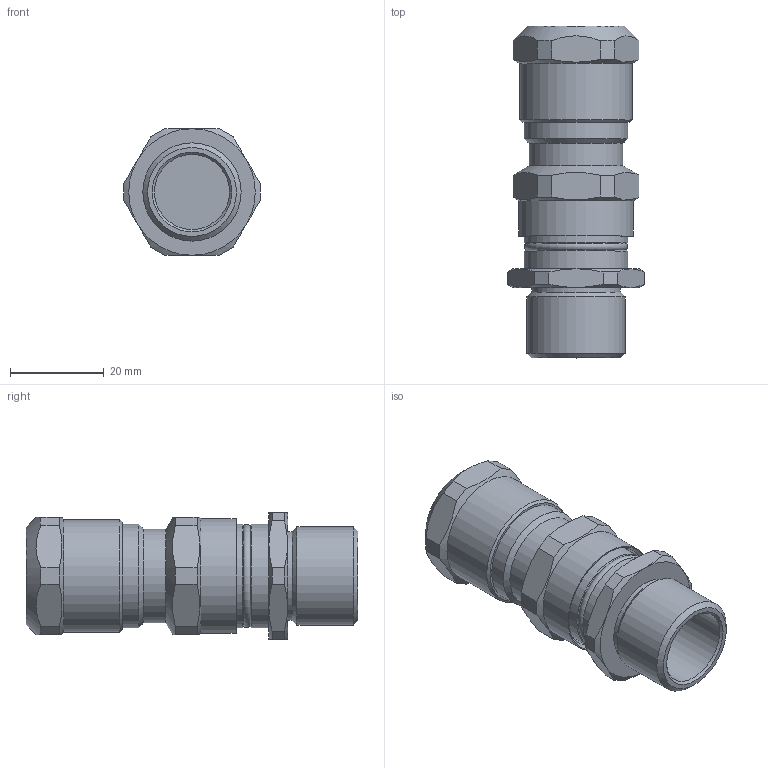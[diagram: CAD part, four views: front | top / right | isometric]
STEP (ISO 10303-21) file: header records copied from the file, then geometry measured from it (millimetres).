
FILE_DESCRIPTION(/* description */ ('','CAx-IF Rec.Pracs.---Representation and Presentation of Product Manufacturing Information (PMI)---4.0---2014-10-13'),/* implementation_level */ '2;1');
FILE_NAME(/* name */ 'ЗЭТАРУС ВКБ3-G1)2-9-14.stp',/* time_stamp */ '2023-01-26T16:00:13+07:00',/* author */ ('zeta-09'),/* organization */ (''),/* preprocessor_version */ 'ST-DEVELOPER v18.1',/* originating_system */ 'Autodesk Inventor 2021',/* authorisation */ '');
FILE_SCHEMA (('AP242_MANAGED_MODEL_BASED_3D_ENGINEERING_MIM_LF { 1 0 10303 442 1 1 4 }'));
Length unit declared in the file: millimetre
Products named in the file (1): Деталь20
Bounding box: 29.18 x 70.8 x 27 mm (x, y, z)
Volume: 27249.4 mm3; surface area: 8810.7 mm2
Topology: 1 solids, 3 shells, 83 faces, 196 edges, 124 vertices
Faces by surface type: plane 47, cone 24, cylinder 10, torus 2
Full cylindrical faces by diameter (mm): 16 x1, 18.955 x1, 20 x1, 20.955 x1, 22 x3, 22.9 x1, 24 x1, 24.5 x1
Entity records: 2513 total; most frequent: CARTESIAN_POINT 597, ORIENTED_EDGE 390, DIRECTION 352, EDGE_CURVE 196, AXIS2_PLACEMENT_3D 147, VERTEX_POINT 124, EDGE_LOOP 90, STYLED_ITEM 83
